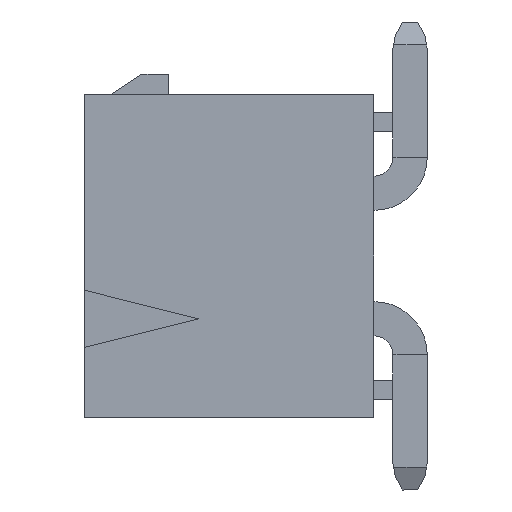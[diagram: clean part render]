
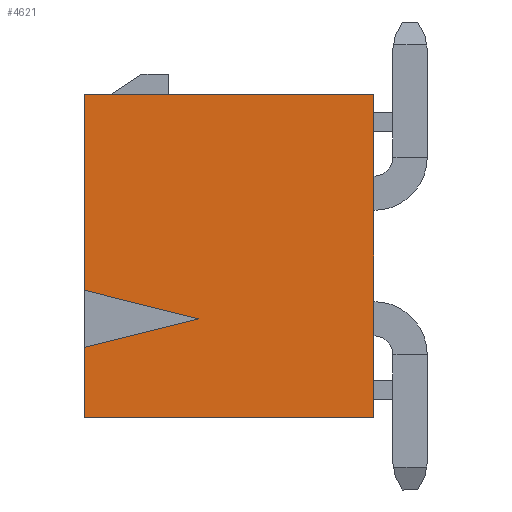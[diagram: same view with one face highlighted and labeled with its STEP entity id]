
A CAD part, left-side view. The second image highlights one B-rep face of the part: STEP entity #4621.
In plain terms, the highlighted planar face has unit normal (-1, 0, 0).
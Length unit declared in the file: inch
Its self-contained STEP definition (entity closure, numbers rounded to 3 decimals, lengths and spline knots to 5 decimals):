
#3115 = VERTEX_POINT ( 'NONE', #10216 ) ;
#3165 = EDGE_CURVE ( 'NONE', #3166, #3115, #10388, .T. ) ;
#3166 = VERTEX_POINT ( 'NONE', #10384 ) ;
#3907 = VERTEX_POINT ( 'NONE', #11576 ) ;
#3913 = VERTEX_POINT ( 'NONE', #11566 ) ;
#3915 = EDGE_CURVE ( 'NONE', #3913, #3916, #11565, .T. ) ;
#3916 = VERTEX_POINT ( 'NONE', #11561 ) ;
#4144 = VERTEX_POINT ( 'NONE', #11985 ) ;
#4146 = EDGE_CURVE ( 'NONE', #4144, #3907, #11984, .T. ) ;
#4608 = ORIENTED_EDGE ( 'NONE', *, *, #3915, .F. ) ;
#4621 = ADVANCED_FACE ( 'NONE', ( #12793 ), #12792, .F. ) ;
#4622 = EDGE_LOOP ( 'NONE', ( #4623, #4626, #4628, #4629, #4631, #4632, #4608 ) ) ;
#4623 = ORIENTED_EDGE ( 'NONE', *, *, #4624, .F. ) ;
#4624 = EDGE_CURVE ( 'NONE', #4625, #3913, #12787, .T. ) ;
#4625 = VERTEX_POINT ( 'NONE', #12783 ) ;
#4626 = ORIENTED_EDGE ( 'NONE', *, *, #4627, .F. ) ;
#4627 = EDGE_CURVE ( 'NONE', #3907, #4625, #12782, .T. ) ;
#4628 = ORIENTED_EDGE ( 'NONE', *, *, #4146, .F. ) ;
#4629 = ORIENTED_EDGE ( 'NONE', *, *, #4630, .F. ) ;
#4630 = EDGE_CURVE ( 'NONE', #3166, #4144, #12845, .T. ) ;
#4631 = ORIENTED_EDGE ( 'NONE', *, *, #3165, .T. ) ;
#4632 = ORIENTED_EDGE ( 'NONE', *, *, #4633, .T. ) ;
#4633 = EDGE_CURVE ( 'NONE', #3115, #3916, #12841, .T. ) ;
#10216 = CARTESIAN_POINT ( 'NONE',  ( -0.35625, -0.19, 0.212 ) ) ;
#10384 = CARTESIAN_POINT ( 'NONE',  ( -0.35625, -0.19, -0.212 ) ) ;
#10385 = DIRECTION ( 'NONE',  ( 0., 0., 1. ) ) ;
#10386 = VECTOR ( 'NONE', #10385, 39.37008 ) ;
#10387 = CARTESIAN_POINT ( 'NONE',  ( -0.35625, -0.19, -0.189 ) ) ;
#10388 = LINE ( 'NONE', #10387, #10386 ) ;
#11561 = CARTESIAN_POINT ( 'NONE',  ( -0.35625, 0.19, 0.212 ) ) ;
#11562 = DIRECTION ( 'NONE',  ( 0., 0., 1. ) ) ;
#11563 = VECTOR ( 'NONE', #11562, 39.37008 ) ;
#11564 = CARTESIAN_POINT ( 'NONE',  ( -0.35625, 0.19, -0.189 ) ) ;
#11565 = LINE ( 'NONE', #11564, #11563 ) ;
#11566 = CARTESIAN_POINT ( 'NONE',  ( -0.35625, 0.19, -0.045 ) ) ;
#11576 = CARTESIAN_POINT ( 'NONE',  ( -0.35625, 0.19, -0.12 ) ) ;
#11981 = DIRECTION ( 'NONE',  ( 0., 0., 1. ) ) ;
#11982 = VECTOR ( 'NONE', #11981, 39.37008 ) ;
#11983 = CARTESIAN_POINT ( 'NONE',  ( -0.35625, 0.19, -0.189 ) ) ;
#11984 = LINE ( 'NONE', #11983, #11982 ) ;
#11985 = CARTESIAN_POINT ( 'NONE',  ( -0.35625, 0.19, -0.212 ) ) ;
#12782 = LINE ( 'NONE', #12848, #12847 ) ;
#12783 = CARTESIAN_POINT ( 'NONE',  ( -0.35625, 0.04, -0.0825 ) ) ;
#12784 = DIRECTION ( 'NONE',  ( 0., 0.97, 0.243 ) ) ;
#12785 = VECTOR ( 'NONE', #12784, 39.37008 ) ;
#12786 = CARTESIAN_POINT ( 'NONE',  ( -0.35625, 0.19, -0.045 ) ) ;
#12787 = LINE ( 'NONE', #12786, #12785 ) ;
#12788 = DIRECTION ( 'NONE',  ( 0., 0., -1. ) ) ;
#12789 = DIRECTION ( 'NONE',  ( 1., 0., 0. ) ) ;
#12790 = CARTESIAN_POINT ( 'NONE',  ( -0.35625, 0.19, -0.189 ) ) ;
#12791 = AXIS2_PLACEMENT_3D ( 'NONE', #12790, #12789, #12788 ) ;
#12792 = PLANE ( 'NONE',  #12791 ) ;
#12793 = FACE_OUTER_BOUND ( 'NONE', #4622, .T. ) ;
#12838 = DIRECTION ( 'NONE',  ( 0., 1., 0. ) ) ;
#12839 = VECTOR ( 'NONE', #12838, 39.37008 ) ;
#12840 = CARTESIAN_POINT ( 'NONE',  ( -0.35625, -0.19, 0.212 ) ) ;
#12841 = LINE ( 'NONE', #12840, #12839 ) ;
#12842 = DIRECTION ( 'NONE',  ( 0., 1., 0. ) ) ;
#12843 = VECTOR ( 'NONE', #12842, 39.37008 ) ;
#12844 = CARTESIAN_POINT ( 'NONE',  ( -0.35625, -0.19, -0.212 ) ) ;
#12845 = LINE ( 'NONE', #12844, #12843 ) ;
#12846 = DIRECTION ( 'NONE',  ( 0., -0.97, 0.243 ) ) ;
#12847 = VECTOR ( 'NONE', #12846, 39.37008 ) ;
#12848 = CARTESIAN_POINT ( 'NONE',  ( -0.35625, 0.04, -0.0825 ) ) ;
